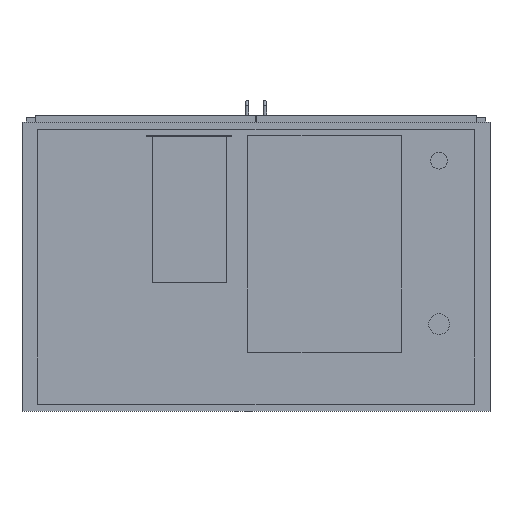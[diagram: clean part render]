
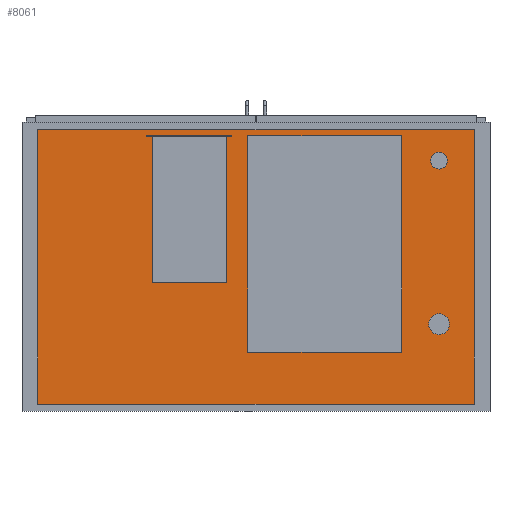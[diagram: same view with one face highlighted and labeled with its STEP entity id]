
A CAD part, front view. The second image highlights one B-rep face of the part: STEP entity #8061.
In plain terms, the highlighted planar face has unit normal (0, -1, 0).
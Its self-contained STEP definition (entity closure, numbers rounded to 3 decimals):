
#139=FACE_BOUND('',#867,.T.);
#140=FACE_BOUND('',#868,.T.);
#159=CIRCLE('',#8617,20.);
#161=CIRCLE('',#8621,25.);
#361=FACE_OUTER_BOUND('',#866,.T.);
#866=EDGE_LOOP('',(#5433,#5434,#5435,#5436));
#867=EDGE_LOOP('',(#5437));
#868=EDGE_LOOP('',(#5438));
#1414=LINE('',#11642,#2434);
#1416=LINE('',#11646,#2436);
#1418=LINE('',#11650,#2438);
#1420=LINE('',#11653,#2440);
#2434=VECTOR('',#9349,10.);
#2436=VECTOR('',#9353,10.);
#2438=VECTOR('',#9357,10.);
#2440=VECTOR('',#9361,10.);
#3416=VERTEX_POINT('',#11568);
#3418=VERTEX_POINT('',#11575);
#3439=VERTEX_POINT('',#11639);
#3440=VERTEX_POINT('',#11641);
#3441=VERTEX_POINT('',#11645);
#3442=VERTEX_POINT('',#11649);
#4185=EDGE_CURVE('',#3416,#3416,#159,.T.);
#4188=EDGE_CURVE('',#3418,#3418,#161,.T.);
#4218=EDGE_CURVE('',#3440,#3439,#1414,.T.);
#4220=EDGE_CURVE('',#3441,#3440,#1416,.T.);
#4222=EDGE_CURVE('',#3442,#3441,#1418,.T.);
#4224=EDGE_CURVE('',#3439,#3442,#1420,.T.);
#5433=ORIENTED_EDGE('',*,*,#4224,.T.);
#5434=ORIENTED_EDGE('',*,*,#4222,.T.);
#5435=ORIENTED_EDGE('',*,*,#4220,.T.);
#5436=ORIENTED_EDGE('',*,*,#4218,.T.);
#5437=ORIENTED_EDGE('',*,*,#4185,.T.);
#5438=ORIENTED_EDGE('',*,*,#4188,.T.);
#7628=PLANE('',#8638);
#8061=ADVANCED_FACE('',(#361,#139,#140),#7628,.T.);
#8617=AXIS2_PLACEMENT_3D('',#11570,#9283,#9284);
#8621=AXIS2_PLACEMENT_3D('',#11577,#9292,#9293);
#8638=AXIS2_PLACEMENT_3D('',#11654,#9362,#9363);
#9283=DIRECTION('center_axis',(0.,1.,0.));
#9284=DIRECTION('ref_axis',(1.,0.,0.));
#9292=DIRECTION('center_axis',(0.,1.,0.));
#9293=DIRECTION('ref_axis',(1.,0.,0.));
#9349=DIRECTION('',(0.,0.,1.));
#9353=DIRECTION('',(1.,0.,0.));
#9357=DIRECTION('',(0.,0.,-1.));
#9361=DIRECTION('',(-1.,0.,0.));
#9362=DIRECTION('center_axis',(0.,-1.,0.));
#9363=DIRECTION('ref_axis',(0.,0.,-1.));
#11568=CARTESIAN_POINT('',(420.,-370.,255.));
#11570=CARTESIAN_POINT('Origin',(440.,-370.,255.));
#11575=CARTESIAN_POINT('',(415.,-370.,-138.));
#11577=CARTESIAN_POINT('Origin',(440.,-370.,-138.));
#11639=CARTESIAN_POINT('',(525.,-370.,330.));
#11641=CARTESIAN_POINT('',(525.,-370.,-330.));
#11642=CARTESIAN_POINT('',(525.,-370.,330.));
#11645=CARTESIAN_POINT('',(-525.,-370.,-330.));
#11646=CARTESIAN_POINT('',(525.,-370.,-330.));
#11649=CARTESIAN_POINT('',(-525.,-370.,330.));
#11650=CARTESIAN_POINT('',(-525.,-370.,-330.));
#11653=CARTESIAN_POINT('',(-525.,-370.,330.));
#11654=CARTESIAN_POINT('Origin',(0.,-370.,0.));
